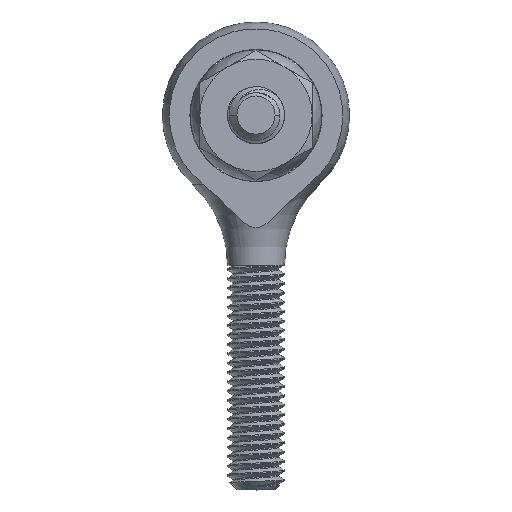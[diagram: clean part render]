
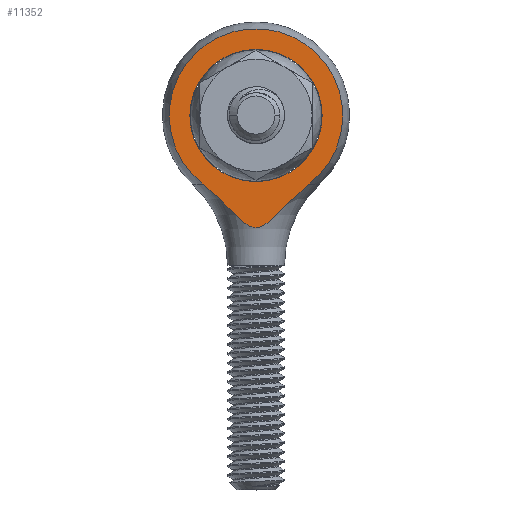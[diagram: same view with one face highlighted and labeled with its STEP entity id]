
A CAD part, top view. The second image highlights one B-rep face of the part: STEP entity #11352.
In plain terms, the highlighted planar face has unit normal (0, 0, 1).
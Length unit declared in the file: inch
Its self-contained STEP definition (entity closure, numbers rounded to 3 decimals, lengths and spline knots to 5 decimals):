
#25 = EDGE_CURVE ( 'NONE', #1652, #6091, #3667, .T. ) ;
#64 = EDGE_LOOP ( 'NONE', ( #5836, #3983 ) ) ;
#531 = AXIS2_PLACEMENT_3D ( 'NONE', #1556, #736, #9494 ) ;
#682 = CARTESIAN_POINT ( 'NONE',  ( -0.17805, 0.27138, 0.117 ) ) ;
#736 = DIRECTION ( 'NONE',  ( 0., 0., 1. ) ) ;
#744 = CARTESIAN_POINT ( 'NONE',  ( 0.00996, 0.12587, 0.117 ) ) ;
#829 = CARTESIAN_POINT ( 'NONE',  ( -0.11977, 0.22051, 0.117 ) ) ;
#1197 = DIRECTION ( 'NONE',  ( 0., 0., 1. ) ) ;
#1556 = CARTESIAN_POINT ( 'NONE',  ( 0., 0.5, 0.117 ) ) ;
#1564 = CARTESIAN_POINT ( 'NONE',  ( -0.1628, 0.25951, 0.117 ) ) ;
#1569 = ORIENTED_EDGE ( 'NONE', *, *, #25, .T. ) ;
#1600 = CARTESIAN_POINT ( 'NONE',  ( -0.02334, 0.13191, 0.117 ) ) ;
#1652 = VERTEX_POINT ( 'NONE', #7734 ) ;
#1816 = CARTESIAN_POINT ( 'NONE',  ( 0.22068, 0.5, 0.117 ) ) ;
#1830 = CARTESIAN_POINT ( 'NONE',  ( -0.3125, 0.8125, 0.117 ) ) ;
#2444 = CARTESIAN_POINT ( 'NONE',  ( 0.05821, 0.15854, 0.117 ) ) ;
#2588 = EDGE_CURVE ( 'NONE', #6091, #1652, #3437, .T. ) ;
#2746 = VERTEX_POINT ( 'NONE', #3612 ) ;
#3178 = EDGE_CURVE ( 'NONE', #8592, #2746, #7465, .T. ) ;
#3264 = FACE_OUTER_BOUND ( 'NONE', #9539, .T. ) ;
#3324 = CARTESIAN_POINT ( 'NONE',  ( 0.10611, 0.20684, 0.117 ) ) ;
#3407 = CARTESIAN_POINT ( 'NONE',  ( 0.07889, 0.17907, 0.117 ) ) ;
#3437 = B_SPLINE_CURVE_WITH_KNOTS ( 'NONE', 3,
 ( #7835, #1564, #5205, #829, #6810, #7680, #8634, #8553, #5938, #10392, #4273, #1600, #9542, #5082, #6974, #744, #6060, #10470, #9425, #2444, #3447, #3407, #11256, #3324, #4203, #10428, #7760, #8719 ),
 .UNSPECIFIED., .F., .F.,
 ( 4, 2, 2, 2, 2, 2, 2, 2, 2, 2, 2, 2, 2, 4 ),
 ( 0.10749, 0.10897, 0.11045, 0.11119, 0.11193, 0.11266, 0.11303, 0.1134, 0.11414, 0.11488, 0.11562, 0.11636, 0.11784, 0.11932 ),
 .UNSPECIFIED. ) ;
#3447 = CARTESIAN_POINT ( 'NONE',  ( 0.06515, 0.16533, 0.117 ) ) ;
#3612 = CARTESIAN_POINT ( 'NONE',  ( -0.22069, 0.5, 0.117 ) ) ;
#3667 = CIRCLE ( 'NONE', #531, 0.28977 ) ;
#3944 = DIRECTION ( 'NONE',  ( 1., 0., 0. ) ) ;
#3983 = ORIENTED_EDGE ( 'NONE', *, *, #4945, .F. ) ;
#4203 = CARTESIAN_POINT ( 'NONE',  ( 0.11987, 0.22061, 0.117 ) ) ;
#4273 = CARTESIAN_POINT ( 'NONE',  ( -0.03599, 0.13937, 0.117 ) ) ;
#4448 = CIRCLE ( 'NONE', #10832, 0.22069 ) ;
#4945 = EDGE_CURVE ( 'NONE', #2746, #8592, #4448, .T. ) ;
#5082 = CARTESIAN_POINT ( 'NONE',  ( -0.00972, 0.12673, 0.117 ) ) ;
#5205 = CARTESIAN_POINT ( 'NONE',  ( -0.14816, 0.24688, 0.117 ) ) ;
#5624 = FACE_BOUND ( 'NONE', #64, .T. ) ;
#5836 = ORIENTED_EDGE ( 'NONE', *, *, #3178, .F. ) ;
#5938 = CARTESIAN_POINT ( 'NONE',  ( -0.05805, 0.15839, 0.117 ) ) ;
#6060 = CARTESIAN_POINT ( 'NONE',  ( 0.01931, 0.12952, 0.117 ) ) ;
#6091 = VERTEX_POINT ( 'NONE', #682 ) ;
#6196 = AXIS2_PLACEMENT_3D ( 'NONE', #7422, #9168, #3944 ) ;
#6410 = CARTESIAN_POINT ( 'NONE',  ( 0., 0.5, 0.117 ) ) ;
#6807 = ORIENTED_EDGE ( 'NONE', *, *, #2588, .T. ) ;
#6810 = CARTESIAN_POINT ( 'NONE',  ( -0.10603, 0.20676, 0.117 ) ) ;
#6974 = CARTESIAN_POINT ( 'NONE',  ( -0.00486, 0.12584, 0.117 ) ) ;
#7278 = DIRECTION ( 'NONE',  ( 1., 0., 0. ) ) ;
#7422 = CARTESIAN_POINT ( 'NONE',  ( 0., 0.5, 0.117 ) ) ;
#7465 = CIRCLE ( 'NONE', #6196, 0.22069 ) ;
#7680 = CARTESIAN_POINT ( 'NONE',  ( -0.08557, 0.18593, 0.117 ) ) ;
#7734 = CARTESIAN_POINT ( 'NONE',  ( 0.17805, 0.27138, 0.117 ) ) ;
#7760 = CARTESIAN_POINT ( 'NONE',  ( 0.16291, 0.25959, 0.117 ) ) ;
#7835 = CARTESIAN_POINT ( 'NONE',  ( -0.17805, 0.27138, 0.117 ) ) ;
#8553 = CARTESIAN_POINT ( 'NONE',  ( -0.06502, 0.1652, 0.117 ) ) ;
#8592 = VERTEX_POINT ( 'NONE', #1816 ) ;
#8634 = CARTESIAN_POINT ( 'NONE',  ( -0.07878, 0.17896, 0.117 ) ) ;
#8719 = CARTESIAN_POINT ( 'NONE',  ( 0.17805, 0.27138, 0.117 ) ) ;
#8745 = PLANE ( 'NONE',  #11282 ) ;
#8865 = DIRECTION ( 'NONE',  ( 0., 0., -1. ) ) ;
#9168 = DIRECTION ( 'NONE',  ( 0., 0., 1. ) ) ;
#9425 = CARTESIAN_POINT ( 'NONE',  ( 0.04366, 0.14562, 0.117 ) ) ;
#9494 = DIRECTION ( 'NONE',  ( 0., 1., 0. ) ) ;
#9539 = EDGE_LOOP ( 'NONE', ( #6807, #1569 ) ) ;
#9542 = CARTESIAN_POINT ( 'NONE',  ( -0.01897, 0.12978, 0.117 ) ) ;
#10392 = CARTESIAN_POINT ( 'NONE',  ( -0.04351, 0.14549, 0.117 ) ) ;
#10428 = CARTESIAN_POINT ( 'NONE',  ( 0.1483, 0.24699, 0.117 ) ) ;
#10470 = CARTESIAN_POINT ( 'NONE',  ( 0.03603, 0.13941, 0.117 ) ) ;
#10537 = DIRECTION ( 'NONE',  ( 0., 1., 0. ) ) ;
#10832 = AXIS2_PLACEMENT_3D ( 'NONE', #6410, #1197, #7278 ) ;
#11256 = CARTESIAN_POINT ( 'NONE',  ( 0.08568, 0.18604, 0.117 ) ) ;
#11282 = AXIS2_PLACEMENT_3D ( 'NONE', #1830, #8865, #10537 ) ;
#11352 = ADVANCED_FACE ( 'NONE', ( #5624, #3264 ), #8745, .F. ) ;
